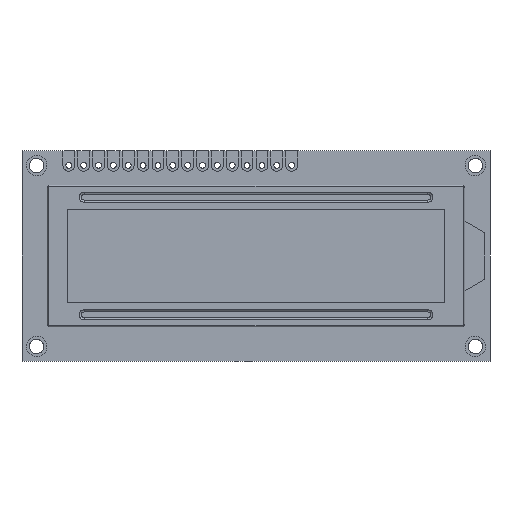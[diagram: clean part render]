
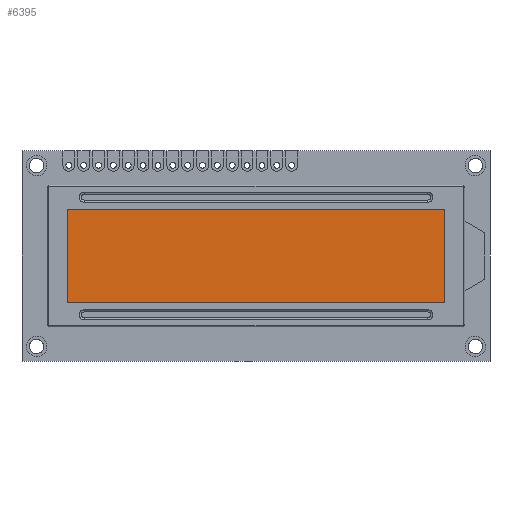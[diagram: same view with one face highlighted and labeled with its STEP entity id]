
A CAD part, front view. The second image highlights one B-rep face of the part: STEP entity #6395.
In plain terms, the highlighted face is planar.
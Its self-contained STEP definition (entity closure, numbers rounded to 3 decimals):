
#1267=ORIENTED_EDGE('',*,*,#2258,.F.);
#1268=ORIENTED_EDGE('',*,*,#2262,.F.);
#1269=ORIENTED_EDGE('',*,*,#2252,.F.);
#1270=ORIENTED_EDGE('',*,*,#2243,.F.);
#2243=EDGE_CURVE('',#2825,#2826,#3355,.T.);
#2252=EDGE_CURVE('',#2826,#2833,#3364,.T.);
#2258=EDGE_CURVE('',#2837,#2825,#3370,.T.);
#2262=EDGE_CURVE('',#2833,#2837,#3374,.T.);
#2825=VERTEX_POINT('',#9341);
#2826=VERTEX_POINT('',#9343);
#2833=VERTEX_POINT('',#9361);
#2837=VERTEX_POINT('',#9371);
#3355=LINE('',#9342,#3919);
#3364=LINE('',#9360,#3928);
#3370=LINE('',#9372,#3934);
#3374=LINE('',#9378,#3938);
#3919=VECTOR('',#7839,1000.);
#3928=VECTOR('',#7852,1000.);
#3934=VECTOR('',#7860,1000.);
#3938=VECTOR('',#7866,1000.);
#4432=EDGE_LOOP('',(#1267,#1268,#1269,#1270));
#4819=FACE_BOUND('',#4432,.T.);
#5078=PLANE('',#6808);
#6395=ADVANCED_FACE('',(#4819),#5078,.F.);
#6808=AXIS2_PLACEMENT_3D('',#9379,#7867,#7868);
#7839=DIRECTION('',(-1.,0.,0.));
#7852=DIRECTION('',(0.,0.,-1.));
#7860=DIRECTION('',(0.,0.,1.));
#7866=DIRECTION('',(1.,0.,0.));
#7867=DIRECTION('',(0.,-1.,0.));
#7868=DIRECTION('',(0.,0.,-1.));
#9341=CARTESIAN_POINT('',(60.8,0.,22.3));
#9342=CARTESIAN_POINT('',(60.8,0.,22.3));
#9343=CARTESIAN_POINT('',(-8.6,0.,22.3));
#9360=CARTESIAN_POINT('',(-8.6,0.,22.3));
#9361=CARTESIAN_POINT('',(-8.6,0.,0.));
#9371=CARTESIAN_POINT('',(60.8,0.,0.));
#9372=CARTESIAN_POINT('',(60.8,0.,0.));
#9378=CARTESIAN_POINT('',(0.,0.,0.));
#9379=CARTESIAN_POINT('',(0.,0.,0.));
